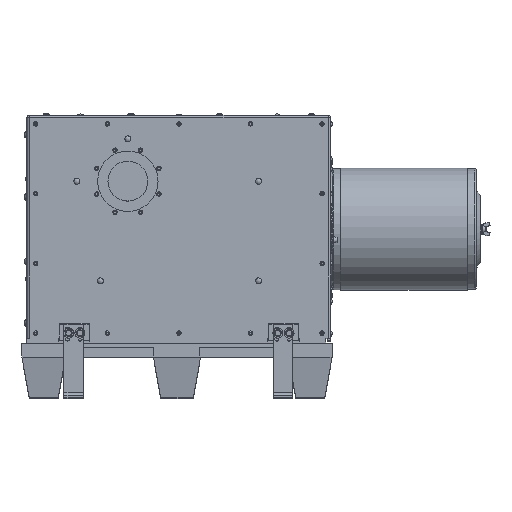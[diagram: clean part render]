
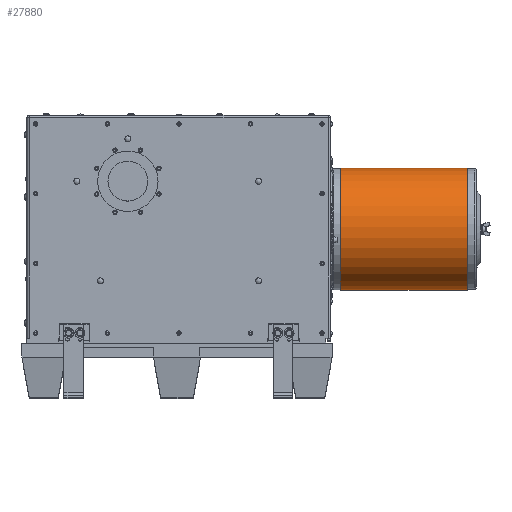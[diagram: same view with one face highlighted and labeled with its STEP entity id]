
A CAD part, top view. The second image highlights one B-rep face of the part: STEP entity #27880.
In plain terms, the highlighted cylindrical face has radius 155.448 mm (diameter 310.896 mm), a full revolution.
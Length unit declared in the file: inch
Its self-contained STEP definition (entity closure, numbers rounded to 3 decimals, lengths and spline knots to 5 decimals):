
#7166=FACE_BOUND('',#11025,.T.);
#8850=FACE_OUTER_BOUND('',#11024,.T.);
#11024=EDGE_LOOP('',(#25850));
#11025=EDGE_LOOP('',(#25851));
#11044=CIRCLE('',#27918,6.12);
#11137=CIRCLE('',#28078,6.12);
#12067=VERTEX_POINT('',#37868);
#12168=VERTEX_POINT('',#40727);
#14536=EDGE_CURVE('',#12067,#12067,#11044,.T.);
#14691=EDGE_CURVE('',#12168,#12168,#11137,.T.);
#25850=ORIENTED_EDGE('',*,*,#14536,.F.);
#25851=ORIENTED_EDGE('',*,*,#14691,.F.);
#26196=CYLINDRICAL_SURFACE('',#30515,6.12);
#27880=ADVANCED_FACE('',(#8850,#7166),#26196,.T.);
#27918=AXIS2_PLACEMENT_3D('',#37869,#30576,#30577);
#28078=AXIS2_PLACEMENT_3D('',#40728,#30926,#30927);
#30515=AXIS2_PLACEMENT_3D('',#99398,#37818,#37819);
#30576=DIRECTION('center_axis',(1.,0.,0.));
#30577=DIRECTION('ref_axis',(0.,0.882,0.47));
#30926=DIRECTION('center_axis',(-1.,0.,0.));
#30927=DIRECTION('ref_axis',(0.,0.882,0.47));
#37818=DIRECTION('center_axis',(1.,0.,0.));
#37819=DIRECTION('ref_axis',(0.,0.882,0.47));
#37868=CARTESIAN_POINT('',(44.723,4.59925,8.99641));
#37869=CARTESIAN_POINT('Origin',(44.723,10.,11.875));
#40727=CARTESIAN_POINT('',(31.973,4.59925,8.99641));
#40728=CARTESIAN_POINT('Origin',(31.973,10.,11.875));
#99398=CARTESIAN_POINT('Origin',(31.973,10.,11.875));
